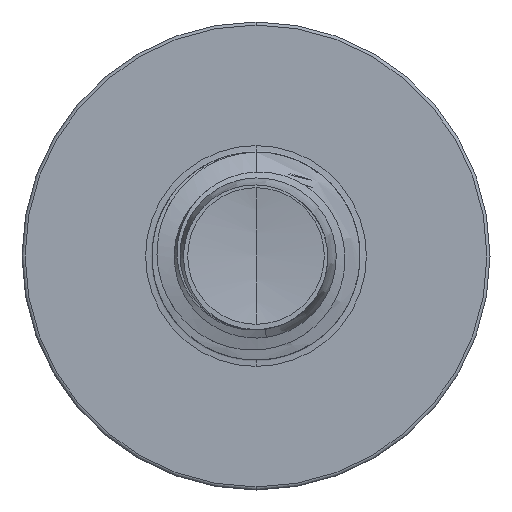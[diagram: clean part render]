
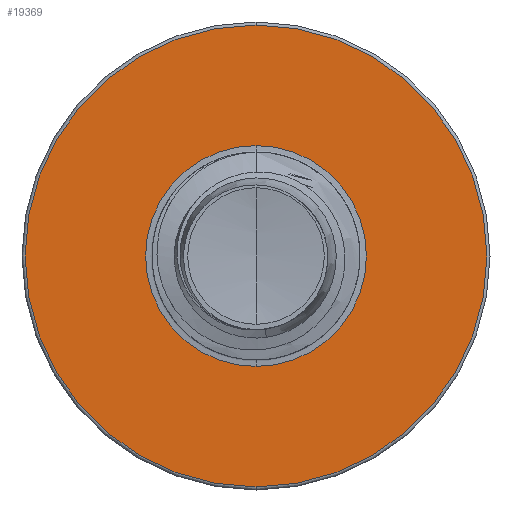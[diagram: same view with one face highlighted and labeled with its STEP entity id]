
A CAD part, front view. The second image highlights one B-rep face of the part: STEP entity #19369.
In plain terms, the highlighted planar face has unit normal (0, -1, 0).
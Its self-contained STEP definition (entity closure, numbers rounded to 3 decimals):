
#310 = CARTESIAN_POINT ( 'NONE',  ( 0., 22.5, -3.186 ) ) ;
#2437 = DIRECTION ( 'NONE',  ( 0., 1., 0. ) ) ;
#4916 = FACE_BOUND ( 'NONE', #31655, .T. ) ;
#5498 = DIRECTION ( 'NONE',  ( 0., 1., 0. ) ) ;
#6092 = EDGE_CURVE ( 'NONE', #34767, #29412, #23949, .T. ) ;
#6224 = EDGE_CURVE ( 'NONE', #31839, #21486, #23231, .T. ) ;
#11065 = DIRECTION ( 'NONE',  ( 0., 1., 0. ) ) ;
#12066 = CARTESIAN_POINT ( 'NONE',  ( 0., 22.5, -6.66 ) ) ;
#12509 = CIRCLE ( 'NONE', #15489, 6.66 ) ;
#12560 = CARTESIAN_POINT ( 'NONE',  ( 0., 22.5, 0. ) ) ;
#14597 = ORIENTED_EDGE ( 'NONE', *, *, #6224, .F. ) ;
#15485 = DIRECTION ( 'NONE',  ( 0., 0., 1. ) ) ;
#15489 = AXIS2_PLACEMENT_3D ( 'NONE', #19166, #36270, #21563 ) ;
#15632 = CARTESIAN_POINT ( 'NONE',  ( 0., 22.5, 6.66 ) ) ;
#17477 = EDGE_CURVE ( 'NONE', #21486, #31839, #12509, .T. ) ;
#18076 = CARTESIAN_POINT ( 'NONE',  ( 0., 22.5, 3.186 ) ) ;
#19166 = CARTESIAN_POINT ( 'NONE',  ( 0., 22.5, 0. ) ) ;
#19366 = ORIENTED_EDGE ( 'NONE', *, *, #17477, .F. ) ;
#19369 = ADVANCED_FACE ( 'NONE', ( #27164, #4916 ), #35503, .F. ) ;
#21486 = VERTEX_POINT ( 'NONE', #15632 ) ;
#21563 = DIRECTION ( 'NONE',  ( 0., 0., 1. ) ) ;
#22603 = EDGE_LOOP ( 'NONE', ( #19366, #14597 ) ) ;
#22924 = CARTESIAN_POINT ( 'NONE',  ( 0., 22.5, 0. ) ) ;
#23231 = CIRCLE ( 'NONE', #31404, 6.66 ) ;
#23281 = DIRECTION ( 'NONE',  ( 0., 0., 1. ) ) ;
#23312 = AXIS2_PLACEMENT_3D ( 'NONE', #32616, #2437, #23281 ) ;
#23949 = CIRCLE ( 'NONE', #28315, 3.186 ) ;
#25265 = DIRECTION ( 'NONE',  ( 0., 0., 1. ) ) ;
#25311 = EDGE_CURVE ( 'NONE', #29412, #34767, #27818, .T. ) ;
#26253 = ORIENTED_EDGE ( 'NONE', *, *, #6092, .T. ) ;
#26570 = CARTESIAN_POINT ( 'NONE',  ( 0., 22.5, 0. ) ) ;
#27164 = FACE_OUTER_BOUND ( 'NONE', #22603, .T. ) ;
#27459 = ORIENTED_EDGE ( 'NONE', *, *, #25311, .T. ) ;
#27818 = CIRCLE ( 'NONE', #33031, 3.186 ) ;
#28315 = AXIS2_PLACEMENT_3D ( 'NONE', #22924, #5498, #25265 ) ;
#28845 = DIRECTION ( 'NONE',  ( 0., 0., 1. ) ) ;
#29412 = VERTEX_POINT ( 'NONE', #310 ) ;
#29937 = DIRECTION ( 'NONE',  ( 0., 1., 0. ) ) ;
#31404 = AXIS2_PLACEMENT_3D ( 'NONE', #12560, #29937, #15485 ) ;
#31655 = EDGE_LOOP ( 'NONE', ( #26253, #27459 ) ) ;
#31839 = VERTEX_POINT ( 'NONE', #12066 ) ;
#32616 = CARTESIAN_POINT ( 'NONE',  ( 0., 22.5, -3.186 ) ) ;
#33031 = AXIS2_PLACEMENT_3D ( 'NONE', #26570, #11065, #28845 ) ;
#34767 = VERTEX_POINT ( 'NONE', #18076 ) ;
#35503 = PLANE ( 'NONE',  #23312 ) ;
#36270 = DIRECTION ( 'NONE',  ( 0., 1., 0. ) ) ;
